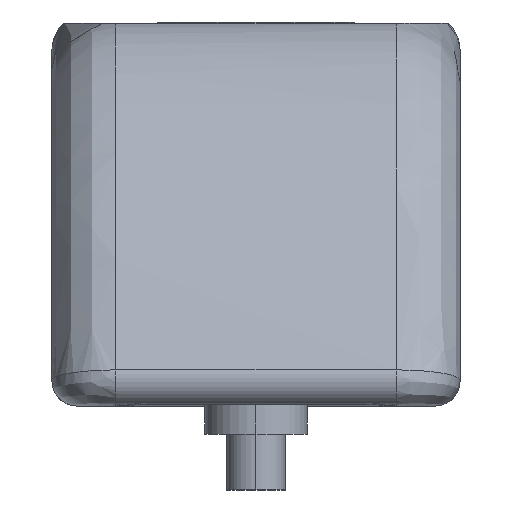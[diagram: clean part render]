
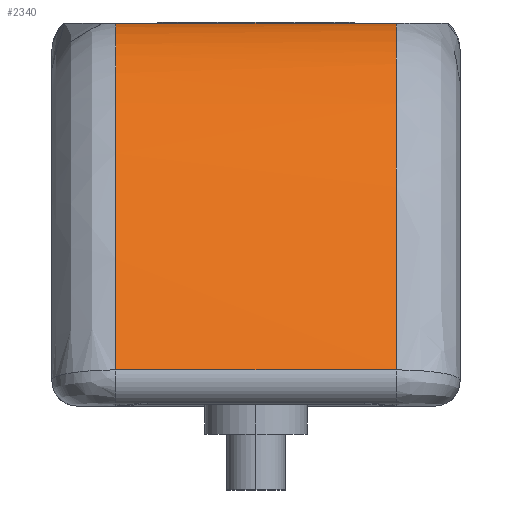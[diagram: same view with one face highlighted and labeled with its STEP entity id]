
A CAD part, left-side view. The second image highlights one B-rep face of the part: STEP entity #2340.
In plain terms, the highlighted free-form (B-spline) face has degree [2, 1] with [3, 2] control points.
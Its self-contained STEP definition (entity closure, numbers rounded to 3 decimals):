
#23 = CARTESIAN_POINT ( 'NONE',  ( -100.009, 11., 29.739 ) ) ;
#70 = DIRECTION ( 'NONE',  ( 0., -1., 0. ) ) ;
#83 = CARTESIAN_POINT ( 'NONE',  ( -108.711, 11., 23.747 ) ) ;
#103 = CARTESIAN_POINT ( 'NONE',  ( -102.518, -11., 28.77 ) ) ;
#118 = CARTESIAN_POINT ( 'NONE',  ( -114.135, 11., 16.357 ) ) ;
#504 = LINE ( 'NONE', #6801, #7235 ) ;
#512 = FACE_OUTER_BOUND ( 'NONE', #3826, .T. ) ;
#543 = VERTEX_POINT ( 'NONE', #4276 ) ;
#709 = CARTESIAN_POINT ( 'NONE',  ( -118.634, -11., 8.352 ) ) ;
#901 = ORIENTED_EDGE ( 'NONE', *, *, #4181, .T. ) ;
#1107 = ORIENTED_EDGE ( 'NONE', *, *, #2622, .T. ) ;
#1151 = CARTESIAN_POINT ( 'NONE',  ( -109.331, 11., 28.94 ) ) ;
#1184 = CARTESIAN_POINT ( 'NONE',  ( -121.238, -11., 2.83 ) ) ;
#1197 = CARTESIAN_POINT ( 'NONE',  ( -121.238, 11., 2.83 ) ) ;
#1305 = CARTESIAN_POINT ( 'NONE',  ( -104.151, 11., 27.81 ) ) ;
#1329 = B_SPLINE_CURVE_WITH_KNOTS ( 'NONE', 3,
 ( #2428, #4346, #709, #4399, #2487, #1936, #7489, #4371, #2535, #3781, #6880, #3755, #3123, #3094, #7433, #3732, #7413, #103, #3177, #3201, #4320, #5032, #1372, #3148 ),
 .UNSPECIFIED., .F., .F.,
 ( 4, 2, 2, 2, 2, 2, 2, 2, 2, 2, 2, 4 ),
 ( 0.003, 0.012, 0.017, 0.021, 0.024, 0.026, 0.031, 0.033, 0.035, 0.036, 0.037, 0.04 ),
 .UNSPECIFIED. ) ;
#1357 = CARTESIAN_POINT ( 'NONE',  ( -116.457, 11., 12.405 ) ) ;
#1372 = CARTESIAN_POINT ( 'NONE',  ( -99.273, -11., 29.924 ) ) ;
#1734 = CARTESIAN_POINT ( 'NONE',  ( -98.692, 11., 29.98 ) ) ;
#1811 = CARTESIAN_POINT ( 'NONE',  ( -98.5, -11., 30. ) ) ;
#1921 = CARTESIAN_POINT ( 'NONE',  ( -105.967, 11., 26.418 ) ) ;
#1936 = CARTESIAN_POINT ( 'NONE',  ( -114.164, -11., 16.311 ) ) ;
#1948 = CARTESIAN_POINT ( 'NONE',  ( -113.317, 11., 17.644 ) ) ;
#2046 = CARTESIAN_POINT ( 'NONE',  ( -111.573, 11., 20.152 ) ) ;
#2197 = B_SPLINE_CURVE_WITH_KNOTS ( 'NONE', 3,
 ( #4741, #5416, #1734, #3600, #7943, #7318, #23, #6839, #4301, #6730, #7344, #4933, #3716, #1305, #5605, #1921, #7443, #83, #7995, #3214, #2046, #6939, #1948, #118, #4385, #1357, #6397, #2703, #2727 ),
 .UNSPECIFIED., .F., .F.,
 ( 4, 2, 1, 2, 2, 2, 2, 2, 2, 2, 2, 2, 2, 2, 4 ),
 ( 0., 0., 0.001, 0.001, 0.002, 0.003, 0.005, 0.007, 0.009, 0.014, 0.016, 0.018, 0.023, 0.027, 0.037 ),
 .UNSPECIFIED. ) ;
#2340 = ADVANCED_FACE ( 'NONE', ( #512 ), #2358, .F. ) ;
#2358 = B_SPLINE_SURFACE_WITH_KNOTS ( 'NONE', 2, 1, ( 
 ( #1197, #7941 ),
 ( #1151, #5496 ),
 ( #7267, #1811 ) ),
 .UNSPECIFIED., .F., .F., .F.,
 ( 3, 3 ),
 ( 2, 2 ),
 ( 0.05, 1. ),
 ( 0., 1. ),
 .UNSPECIFIED. ) ;
#2428 = CARTESIAN_POINT ( 'NONE',  ( -121.238, -11., 2.83 ) ) ;
#2487 = CARTESIAN_POINT ( 'NONE',  ( -115.727, -11., 13.7 ) ) ;
#2535 = CARTESIAN_POINT ( 'NONE',  ( -111.606, -11., 20.106 ) ) ;
#2622 = EDGE_CURVE ( 'NONE', #4095, #543, #1329, .T. ) ;
#2648 = EDGE_CURVE ( 'NONE', #4698, #4095, #504, .T. ) ;
#2658 = VECTOR ( 'NONE', #5030, 1000. ) ;
#2703 = CARTESIAN_POINT ( 'NONE',  ( -119.969, 11., 5.613 ) ) ;
#2727 = CARTESIAN_POINT ( 'NONE',  ( -121.238, 11., 2.83 ) ) ;
#3094 = CARTESIAN_POINT ( 'NONE',  ( -105.99, -11., 26.399 ) ) ;
#3123 = CARTESIAN_POINT ( 'NONE',  ( -107.699, -11., 24.843 ) ) ;
#3148 = CARTESIAN_POINT ( 'NONE',  ( -98.5, -11., 30. ) ) ;
#3177 = CARTESIAN_POINT ( 'NONE',  ( -102.171, -11., 28.942 ) ) ;
#3201 = CARTESIAN_POINT ( 'NONE',  ( -101.466, -11., 29.255 ) ) ;
#3214 = CARTESIAN_POINT ( 'NONE',  ( -110.655, 11., 21.376 ) ) ;
#3600 = CARTESIAN_POINT ( 'NONE',  ( -98.883, 11., 29.955 ) ) ;
#3716 = CARTESIAN_POINT ( 'NONE',  ( -103.513, 11., 28.226 ) ) ;
#3732 = CARTESIAN_POINT ( 'NONE',  ( -104.169, -11., 27.798 ) ) ;
#3755 = CARTESIAN_POINT ( 'NONE',  ( -108.741, -11., 23.715 ) ) ;
#3781 = CARTESIAN_POINT ( 'NONE',  ( -110.688, -11., 21.333 ) ) ;
#3826 = EDGE_LOOP ( 'NONE', ( #901, #6342, #1107, #5527 ) ) ;
#4095 = VERTEX_POINT ( 'NONE', #1184 ) ;
#4181 = EDGE_CURVE ( 'NONE', #4744, #4698, #2197, .T. ) ;
#4276 = CARTESIAN_POINT ( 'NONE',  ( -98.5, -11., 30. ) ) ;
#4301 = CARTESIAN_POINT ( 'NONE',  ( -101.1, 11., 29.397 ) ) ;
#4320 = CARTESIAN_POINT ( 'NONE',  ( -101.108, -11., 29.394 ) ) ;
#4346 = CARTESIAN_POINT ( 'NONE',  ( -119.97, -11., 5.61 ) ) ;
#4371 = CARTESIAN_POINT ( 'NONE',  ( -112.051, -11., 19.484 ) ) ;
#4385 = CARTESIAN_POINT ( 'NONE',  ( -115.706, 11., 13.737 ) ) ;
#4399 = CARTESIAN_POINT ( 'NONE',  ( -116.474, -11., 12.374 ) ) ;
#4675 = CARTESIAN_POINT ( 'NONE',  ( -121.238, 11., 2.83 ) ) ;
#4698 = VERTEX_POINT ( 'NONE', #4675 ) ;
#4741 = CARTESIAN_POINT ( 'NONE',  ( -98.5, 11., 30. ) ) ;
#4744 = VERTEX_POINT ( 'NONE', #6126 ) ;
#4933 = CARTESIAN_POINT ( 'NONE',  ( -102.505, 11., 28.776 ) ) ;
#5030 = DIRECTION ( 'NONE',  ( 0., -1., 0. ) ) ;
#5032 = CARTESIAN_POINT ( 'NONE',  ( -100.02, -11., 29.757 ) ) ;
#5416 = CARTESIAN_POINT ( 'NONE',  ( -98.595, 11., 29.991 ) ) ;
#5496 = CARTESIAN_POINT ( 'NONE',  ( -109.331, -11., 28.94 ) ) ;
#5527 = ORIENTED_EDGE ( 'NONE', *, *, #5706, .F. ) ;
#5605 = CARTESIAN_POINT ( 'NONE',  ( -105.378, 11., 26.907 ) ) ;
#5706 = EDGE_CURVE ( 'NONE', #4744, #543, #7680, .T. ) ;
#6126 = CARTESIAN_POINT ( 'NONE',  ( -98.5, 11., 30. ) ) ;
#6342 = ORIENTED_EDGE ( 'NONE', *, *, #2648, .T. ) ;
#6397 = CARTESIAN_POINT ( 'NONE',  ( -118.63, 11., 8.361 ) ) ;
#6730 = CARTESIAN_POINT ( 'NONE',  ( -101.456, 11., 29.259 ) ) ;
#6801 = CARTESIAN_POINT ( 'NONE',  ( -121.238, 11., 2.83 ) ) ;
#6839 = CARTESIAN_POINT ( 'NONE',  ( -100.376, 11., 29.638 ) ) ;
#6880 = CARTESIAN_POINT ( 'NONE',  ( -110.213, -11., 21.939 ) ) ;
#6939 = CARTESIAN_POINT ( 'NONE',  ( -112.018, 11., 19.531 ) ) ;
#7235 = VECTOR ( 'NONE', #70, 1000. ) ;
#7267 = CARTESIAN_POINT ( 'NONE',  ( -98.5, 11., 30. ) ) ;
#7318 = CARTESIAN_POINT ( 'NONE',  ( -99.45, 11., 29.861 ) ) ;
#7344 = CARTESIAN_POINT ( 'NONE',  ( -102.159, 11., 28.948 ) ) ;
#7412 = CARTESIAN_POINT ( 'NONE',  ( -98.5, 16., 30. ) ) ;
#7413 = CARTESIAN_POINT ( 'NONE',  ( -103.529, -11., 28.216 ) ) ;
#7433 = CARTESIAN_POINT ( 'NONE',  ( -105.399, -11., 26.89 ) ) ;
#7443 = CARTESIAN_POINT ( 'NONE',  ( -107.672, 11., 24.87 ) ) ;
#7489 = CARTESIAN_POINT ( 'NONE',  ( -113.348, -11., 17.597 ) ) ;
#7680 = LINE ( 'NONE', #7412, #2658 ) ;
#7941 = CARTESIAN_POINT ( 'NONE',  ( -121.238, -11., 2.83 ) ) ;
#7943 = CARTESIAN_POINT ( 'NONE',  ( -99.169, 11., 29.914 ) ) ;
#7995 = CARTESIAN_POINT ( 'NONE',  ( -110.181, 11., 21.979 ) ) ;
